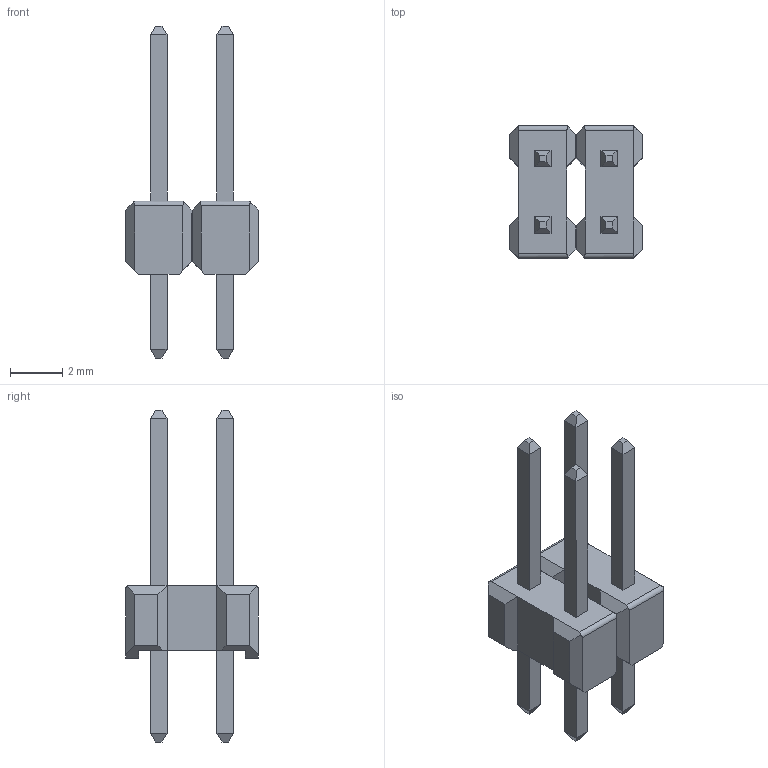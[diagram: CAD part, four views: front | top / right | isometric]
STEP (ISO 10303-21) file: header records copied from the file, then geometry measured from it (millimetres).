
FILE_DESCRIPTION(/* description */ (''),/* implementation_level */ '2;1');
FILE_NAME(/* name */ 'Pin Header 2x2 2.step',/* time_stamp */ '2026-02-09T13:43:59-08:00',/* author */ (''),/* organization */ (''),/* preprocessor_version */ 'ST-DEVELOPER v20.1',/* originating_system */ 'Autodesk Translation Framework v14.24.0.0',/* authorisation */ '');
FILE_SCHEMA (('AUTOMOTIVE_DESIGN { 1 0 10303 214 3 1 1 }'));
Length unit declared in the file: millimetre
Products named in the file (1): Document
Bounding box: 5.08 x 5.08 x 12.7 mm (x, y, z)
Volume: 71.6 mm3; surface area: 269.4 mm2
Topology: 6 solids, 6 shells, 136 faces, 332 edges, 208 vertices
Faces by surface type: plane 132, cylinder 4
Entity records: 3930 total; most frequent: CARTESIAN_POINT 677, ORIENTED_EDGE 664, DIRECTION 622, EDGE_CURVE 332, LINE 316, VECTOR 316, VERTEX_POINT 208, AXIS2_PLACEMENT_3D 153
